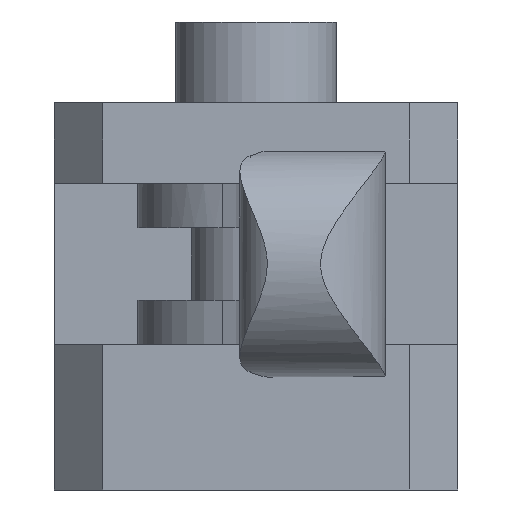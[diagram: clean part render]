
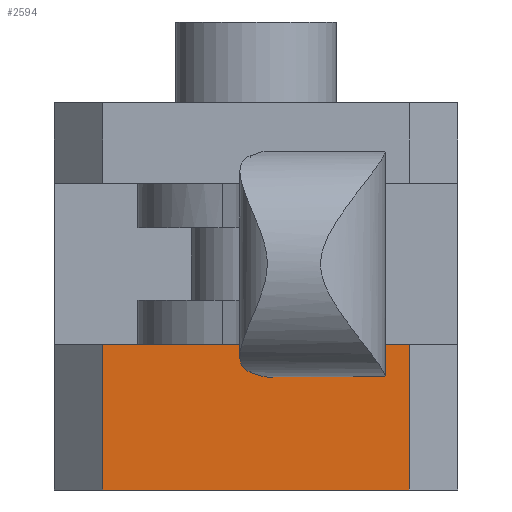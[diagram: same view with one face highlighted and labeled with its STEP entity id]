
A CAD part, left-side view. The second image highlights one B-rep face of the part: STEP entity #2594.
In plain terms, the highlighted planar face has unit normal (-1, 0, 0).
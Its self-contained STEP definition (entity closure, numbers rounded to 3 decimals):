
#78 = EDGE_LOOP ( 'NONE', ( #338, #1594, #116, #1575 ) ) ;
#116 = ORIENTED_EDGE ( 'NONE', *, *, #912, .F. ) ;
#196 = DIRECTION ( 'NONE',  ( 0., -1., 0. ) ) ;
#267 = DIRECTION ( 'NONE',  ( 0., 0., -1. ) ) ;
#277 = VERTEX_POINT ( 'NONE', #666 ) ;
#288 = DIRECTION ( 'NONE',  ( -1., 0., 0. ) ) ;
#338 = ORIENTED_EDGE ( 'NONE', *, *, #1348, .F. ) ;
#373 = LINE ( 'NONE', #1233, #2584 ) ;
#435 = CARTESIAN_POINT ( 'NONE',  ( -36., 17., 9. ) ) ;
#577 = DIRECTION ( 'NONE',  ( 0., 0., 1. ) ) ;
#587 = LINE ( 'NONE', #1888, #2406 ) ;
#596 = LINE ( 'NONE', #2562, #2636 ) ;
#598 = AXIS2_PLACEMENT_3D ( 'NONE', #2194, #288, #740 ) ;
#666 = CARTESIAN_POINT ( 'NONE',  ( -36., -2., 9. ) ) ;
#740 = DIRECTION ( 'NONE',  ( 0., -1., 0. ) ) ;
#912 = EDGE_CURVE ( 'NONE', #1220, #277, #373, .T. ) ;
#1034 = VERTEX_POINT ( 'NONE', #2795 ) ;
#1086 = FACE_OUTER_BOUND ( 'NONE', #78, .T. ) ;
#1140 = EDGE_CURVE ( 'NONE', #1220, #2376, #2016, .T. ) ;
#1220 = VERTEX_POINT ( 'NONE', #435 ) ;
#1233 = CARTESIAN_POINT ( 'NONE',  ( -36., 20., 9. ) ) ;
#1262 = EDGE_CURVE ( 'NONE', #1034, #277, #596, .T. ) ;
#1348 = EDGE_CURVE ( 'NONE', #1034, #2376, #587, .T. ) ;
#1356 = CARTESIAN_POINT ( 'NONE',  ( -36., 17., 0. ) ) ;
#1431 = CARTESIAN_POINT ( 'NONE',  ( -36., 17., 0. ) ) ;
#1575 = ORIENTED_EDGE ( 'NONE', *, *, #1140, .T. ) ;
#1594 = ORIENTED_EDGE ( 'NONE', *, *, #1262, .T. ) ;
#1658 = DIRECTION ( 'NONE',  ( 0., 1., 0. ) ) ;
#1888 = CARTESIAN_POINT ( 'NONE',  ( -36., -5., 0. ) ) ;
#2016 = LINE ( 'NONE', #1356, #2454 ) ;
#2194 = CARTESIAN_POINT ( 'NONE',  ( -36., 20., 0. ) ) ;
#2376 = VERTEX_POINT ( 'NONE', #1431 ) ;
#2393 = PLANE ( 'NONE',  #598 ) ;
#2406 = VECTOR ( 'NONE', #1658, 1000. ) ;
#2454 = VECTOR ( 'NONE', #267, 1000. ) ;
#2562 = CARTESIAN_POINT ( 'NONE',  ( -36., -2., 9. ) ) ;
#2584 = VECTOR ( 'NONE', #196, 1000. ) ;
#2594 = ADVANCED_FACE ( 'NONE', ( #1086 ), #2393, .T. ) ;
#2636 = VECTOR ( 'NONE', #577, 1000. ) ;
#2795 = CARTESIAN_POINT ( 'NONE',  ( -36., -2., 0. ) ) ;
